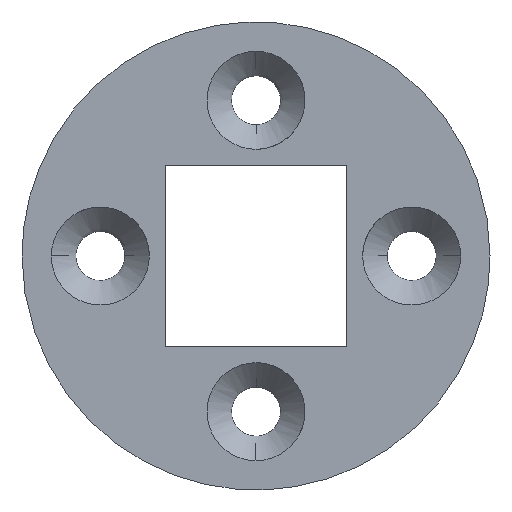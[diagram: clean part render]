
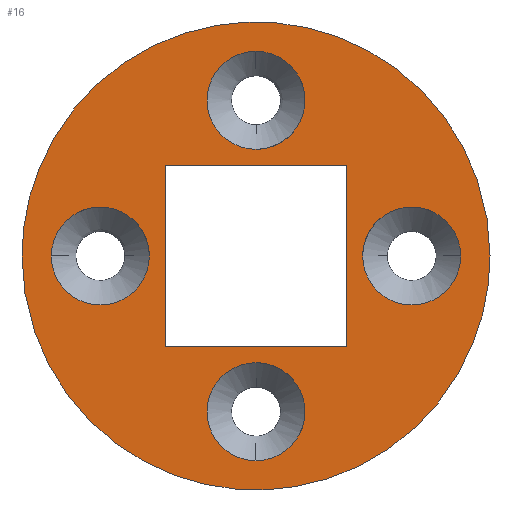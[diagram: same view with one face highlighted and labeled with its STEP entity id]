
A CAD part, front view. The second image highlights one B-rep face of the part: STEP entity #16.
In plain terms, the highlighted planar face has unit normal (0, -1, 0).
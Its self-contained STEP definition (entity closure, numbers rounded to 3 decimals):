
#16=ADVANCED_FACE('',(#58,#51,#52,#53,#54,#55),#537,.T.);
#51=FACE_BOUND('',#96,.T.);
#52=FACE_BOUND('',#97,.T.);
#53=FACE_BOUND('',#98,.T.);
#54=FACE_BOUND('',#99,.T.);
#55=FACE_BOUND('',#100,.T.);
#58=FACE_OUTER_BOUND('',#95,.T.);
#95=EDGE_LOOP('',(#148,#149));
#96=EDGE_LOOP('',(#150,#151));
#97=EDGE_LOOP('',(#152,#153));
#98=EDGE_LOOP('',(#154,#155));
#99=EDGE_LOOP('',(#156,#157));
#100=EDGE_LOOP('',(#158,#159,#160,#161));
#148=ORIENTED_EDGE('',*,*,#296,.T.);
#149=ORIENTED_EDGE('',*,*,#363,.T.);
#150=ORIENTED_EDGE('',*,*,#303,.T.);
#151=ORIENTED_EDGE('',*,*,#299,.T.);
#152=ORIENTED_EDGE('',*,*,#316,.T.);
#153=ORIENTED_EDGE('',*,*,#312,.T.);
#154=ORIENTED_EDGE('',*,*,#325,.F.);
#155=ORIENTED_EDGE('',*,*,#329,.F.);
#156=ORIENTED_EDGE('',*,*,#338,.F.);
#157=ORIENTED_EDGE('',*,*,#342,.F.);
#158=ORIENTED_EDGE('',*,*,#356,.T.);
#159=ORIENTED_EDGE('',*,*,#355,.T.);
#160=ORIENTED_EDGE('',*,*,#354,.T.);
#161=ORIENTED_EDGE('',*,*,#353,.T.);
#296=EDGE_CURVE('',#459,#501,#407,.T.);
#299=EDGE_CURVE('',#466,#467,#409,.T.);
#303=EDGE_CURVE('',#467,#466,#411,.T.);
#312=EDGE_CURVE('',#474,#475,#418,.T.);
#316=EDGE_CURVE('',#475,#474,#420,.T.);
#325=EDGE_CURVE('',#482,#483,#427,.T.);
#329=EDGE_CURVE('',#483,#482,#429,.T.);
#338=EDGE_CURVE('',#490,#491,#436,.T.);
#342=EDGE_CURVE('',#491,#490,#438,.T.);
#353=EDGE_CURVE('',#496,#497,#397,.T.);
#354=EDGE_CURVE('',#498,#496,#398,.T.);
#355=EDGE_CURVE('',#499,#498,#399,.T.);
#356=EDGE_CURVE('',#497,#499,#400,.T.);
#363=EDGE_CURVE('',#501,#459,#445,.T.);
#397=B_SPLINE_CURVE_WITH_KNOTS('',1,(#1100,#1101),.UNSPECIFIED.,.F.,.F.,
(2,2),(-13.253,-5.853),.UNSPECIFIED.);
#398=B_SPLINE_CURVE_WITH_KNOTS('',1,(#1102,#1103),.UNSPECIFIED.,.F.,.F.,
(2,2),(-14.8,-7.4),.UNSPECIFIED.);
#399=B_SPLINE_CURVE_WITH_KNOTS('',1,(#1104,#1105),.UNSPECIFIED.,.F.,.F.,
(2,2),(5.853,13.253),.UNSPECIFIED.);
#400=B_SPLINE_CURVE_WITH_KNOTS('',1,(#1106,#1107),.UNSPECIFIED.,.F.,.F.,
(2,2),(-3.7,3.7),.UNSPECIFIED.);
#407=(
BOUNDED_CURVE()
B_SPLINE_CURVE(2,(#911,#912,#913,#914,#915),.UNSPECIFIED.,.F.,.F.)
B_SPLINE_CURVE_WITH_KNOTS((3,2,3),(0.,15.007,30.013),
 .UNSPECIFIED.)
CURVE()
GEOMETRIC_REPRESENTATION_ITEM()
RATIONAL_B_SPLINE_CURVE((1.,0.707,1.,0.707,1.))
REPRESENTATION_ITEM('')
);
#409=(
BOUNDED_CURVE()
B_SPLINE_CURVE(2,(#923,#924,#925,#926,#927),.UNSPECIFIED.,.F.,.F.)
B_SPLINE_CURVE_WITH_KNOTS((3,2,3),(0.,3.142,6.283),
 .UNSPECIFIED.)
CURVE()
GEOMETRIC_REPRESENTATION_ITEM()
RATIONAL_B_SPLINE_CURVE((1.,0.707,1.,0.707,1.))
REPRESENTATION_ITEM('')
);
#411=(
BOUNDED_CURVE()
B_SPLINE_CURVE(2,(#937,#938,#939,#940,#941),.UNSPECIFIED.,.F.,.F.)
B_SPLINE_CURVE_WITH_KNOTS((3,2,3),(0.,3.142,6.283),
 .UNSPECIFIED.)
CURVE()
GEOMETRIC_REPRESENTATION_ITEM()
RATIONAL_B_SPLINE_CURVE((1.,0.707,1.,0.707,1.))
REPRESENTATION_ITEM('')
);
#418=(
BOUNDED_CURVE()
B_SPLINE_CURVE(2,(#967,#968,#969,#970,#971),.UNSPECIFIED.,.F.,.F.)
B_SPLINE_CURVE_WITH_KNOTS((3,2,3),(0.,3.142,6.283),
 .UNSPECIFIED.)
CURVE()
GEOMETRIC_REPRESENTATION_ITEM()
RATIONAL_B_SPLINE_CURVE((1.,0.707,1.,0.707,1.))
REPRESENTATION_ITEM('')
);
#420=(
BOUNDED_CURVE()
B_SPLINE_CURVE(2,(#981,#982,#983,#984,#985),.UNSPECIFIED.,.F.,.F.)
B_SPLINE_CURVE_WITH_KNOTS((3,2,3),(0.,3.142,6.283),
 .UNSPECIFIED.)
CURVE()
GEOMETRIC_REPRESENTATION_ITEM()
RATIONAL_B_SPLINE_CURVE((1.,0.707,1.,0.707,1.))
REPRESENTATION_ITEM('')
);
#427=(
BOUNDED_CURVE()
B_SPLINE_CURVE(2,(#1011,#1012,#1013,#1014,#1015),.UNSPECIFIED.,.F.,.F.)
B_SPLINE_CURVE_WITH_KNOTS((3,2,3),(0.,3.142,6.283),
 .UNSPECIFIED.)
CURVE()
GEOMETRIC_REPRESENTATION_ITEM()
RATIONAL_B_SPLINE_CURVE((1.,0.707,1.,0.707,1.))
REPRESENTATION_ITEM('')
);
#429=(
BOUNDED_CURVE()
B_SPLINE_CURVE(2,(#1025,#1026,#1027,#1028,#1029),.UNSPECIFIED.,.F.,.F.)
B_SPLINE_CURVE_WITH_KNOTS((3,2,3),(0.,3.142,6.283),
 .UNSPECIFIED.)
CURVE()
GEOMETRIC_REPRESENTATION_ITEM()
RATIONAL_B_SPLINE_CURVE((1.,0.707,1.,0.707,1.))
REPRESENTATION_ITEM('')
);
#436=(
BOUNDED_CURVE()
B_SPLINE_CURVE(2,(#1055,#1056,#1057,#1058,#1059),.UNSPECIFIED.,.F.,.F.)
B_SPLINE_CURVE_WITH_KNOTS((3,2,3),(0.,3.142,6.283),
 .UNSPECIFIED.)
CURVE()
GEOMETRIC_REPRESENTATION_ITEM()
RATIONAL_B_SPLINE_CURVE((1.,0.707,1.,0.707,1.))
REPRESENTATION_ITEM('')
);
#438=(
BOUNDED_CURVE()
B_SPLINE_CURVE(2,(#1069,#1070,#1071,#1072,#1073),.UNSPECIFIED.,.F.,.F.)
B_SPLINE_CURVE_WITH_KNOTS((3,2,3),(0.,3.142,6.283),
 .UNSPECIFIED.)
CURVE()
GEOMETRIC_REPRESENTATION_ITEM()
RATIONAL_B_SPLINE_CURVE((1.,0.707,1.,0.707,1.))
REPRESENTATION_ITEM('')
);
#445=(
BOUNDED_CURVE()
B_SPLINE_CURVE(2,(#1123,#1124,#1125,#1126,#1127),.UNSPECIFIED.,.F.,.F.)
B_SPLINE_CURVE_WITH_KNOTS((3,2,3),(30.013,45.02,60.026),
 .UNSPECIFIED.)
CURVE()
GEOMETRIC_REPRESENTATION_ITEM()
RATIONAL_B_SPLINE_CURVE((1.,0.707,1.,0.707,1.))
REPRESENTATION_ITEM('')
);
#459=VERTEX_POINT('',#853);
#466=VERTEX_POINT('',#860);
#467=VERTEX_POINT('',#861);
#474=VERTEX_POINT('',#868);
#475=VERTEX_POINT('',#869);
#482=VERTEX_POINT('',#876);
#483=VERTEX_POINT('',#877);
#490=VERTEX_POINT('',#884);
#491=VERTEX_POINT('',#885);
#496=VERTEX_POINT('',#890);
#497=VERTEX_POINT('',#891);
#498=VERTEX_POINT('',#892);
#499=VERTEX_POINT('',#893);
#501=VERTEX_POINT('',#895);
#537=PLANE('',#632);
#632=AXIS2_PLACEMENT_3D('',#686,#659,$);
#659=DIRECTION('',(0.,-1.,0.));
#686=CARTESIAN_POINT('',(-427.298,-129.5,150.128));
#853=CARTESIAN_POINT('',(-408.,-129.5,159.873));
#860=CARTESIAN_POINT('',(-425.91,-129.5,159.873));
#861=CARTESIAN_POINT('',(-421.91,-129.5,159.873));
#868=CARTESIAN_POINT('',(-417.553,-129.5,168.23));
#869=CARTESIAN_POINT('',(-417.553,-129.5,164.23));
#876=CARTESIAN_POINT('',(-409.197,-129.5,159.873));
#877=CARTESIAN_POINT('',(-413.197,-129.5,159.873));
#884=CARTESIAN_POINT('',(-417.553,-129.5,151.516));
#885=CARTESIAN_POINT('',(-417.553,-129.5,155.516));
#890=CARTESIAN_POINT('',(-421.253,-129.5,163.573));
#891=CARTESIAN_POINT('',(-413.853,-129.5,163.573));
#892=CARTESIAN_POINT('',(-421.253,-129.5,156.173));
#893=CARTESIAN_POINT('',(-413.853,-129.5,156.173));
#895=CARTESIAN_POINT('',(-427.107,-129.5,159.873));
#911=CARTESIAN_POINT('',(-408.,-129.5,159.873));
#912=CARTESIAN_POINT('',(-408.,-129.5,169.426));
#913=CARTESIAN_POINT('',(-417.553,-129.5,169.426));
#914=CARTESIAN_POINT('',(-427.107,-129.5,169.426));
#915=CARTESIAN_POINT('',(-427.107,-129.5,159.873));
#923=CARTESIAN_POINT('',(-425.91,-129.5,159.873));
#924=CARTESIAN_POINT('',(-425.91,-129.5,161.873));
#925=CARTESIAN_POINT('',(-423.91,-129.5,161.873));
#926=CARTESIAN_POINT('',(-421.91,-129.5,161.873));
#927=CARTESIAN_POINT('',(-421.91,-129.5,159.873));
#937=CARTESIAN_POINT('',(-421.91,-129.5,159.873));
#938=CARTESIAN_POINT('',(-421.91,-129.5,157.873));
#939=CARTESIAN_POINT('',(-423.91,-129.5,157.873));
#940=CARTESIAN_POINT('',(-425.91,-129.5,157.873));
#941=CARTESIAN_POINT('',(-425.91,-129.5,159.873));
#967=CARTESIAN_POINT('',(-417.553,-129.5,168.23));
#968=CARTESIAN_POINT('',(-415.553,-129.5,168.23));
#969=CARTESIAN_POINT('',(-415.553,-129.5,166.23));
#970=CARTESIAN_POINT('',(-415.553,-129.5,164.23));
#971=CARTESIAN_POINT('',(-417.553,-129.5,164.23));
#981=CARTESIAN_POINT('',(-417.553,-129.5,164.23));
#982=CARTESIAN_POINT('',(-419.553,-129.5,164.23));
#983=CARTESIAN_POINT('',(-419.553,-129.5,166.23));
#984=CARTESIAN_POINT('',(-419.553,-129.5,168.23));
#985=CARTESIAN_POINT('',(-417.553,-129.5,168.23));
#1011=CARTESIAN_POINT('',(-409.197,-129.5,159.873));
#1012=CARTESIAN_POINT('',(-409.197,-129.5,161.873));
#1013=CARTESIAN_POINT('',(-411.197,-129.5,161.873));
#1014=CARTESIAN_POINT('',(-413.197,-129.5,161.873));
#1015=CARTESIAN_POINT('',(-413.197,-129.5,159.873));
#1025=CARTESIAN_POINT('',(-413.197,-129.5,159.873));
#1026=CARTESIAN_POINT('',(-413.197,-129.5,157.873));
#1027=CARTESIAN_POINT('',(-411.197,-129.5,157.873));
#1028=CARTESIAN_POINT('',(-409.197,-129.5,157.873));
#1029=CARTESIAN_POINT('',(-409.197,-129.5,159.873));
#1055=CARTESIAN_POINT('',(-417.553,-129.5,151.516));
#1056=CARTESIAN_POINT('',(-415.553,-129.5,151.516));
#1057=CARTESIAN_POINT('',(-415.553,-129.5,153.516));
#1058=CARTESIAN_POINT('',(-415.553,-129.5,155.516));
#1059=CARTESIAN_POINT('',(-417.553,-129.5,155.516));
#1069=CARTESIAN_POINT('',(-417.553,-129.5,155.516));
#1070=CARTESIAN_POINT('',(-419.553,-129.5,155.516));
#1071=CARTESIAN_POINT('',(-419.553,-129.5,153.516));
#1072=CARTESIAN_POINT('',(-419.553,-129.5,151.516));
#1073=CARTESIAN_POINT('',(-417.553,-129.5,151.516));
#1100=CARTESIAN_POINT('',(-421.253,-129.5,163.573));
#1101=CARTESIAN_POINT('',(-413.853,-129.5,163.573));
#1102=CARTESIAN_POINT('',(-421.253,-129.5,156.173));
#1103=CARTESIAN_POINT('',(-421.253,-129.5,163.573));
#1104=CARTESIAN_POINT('',(-413.853,-129.5,156.173));
#1105=CARTESIAN_POINT('',(-421.253,-129.5,156.173));
#1106=CARTESIAN_POINT('',(-413.853,-129.5,163.573));
#1107=CARTESIAN_POINT('',(-413.853,-129.5,156.173));
#1123=CARTESIAN_POINT('',(-427.107,-129.5,159.873));
#1124=CARTESIAN_POINT('',(-427.107,-129.5,150.32));
#1125=CARTESIAN_POINT('',(-417.553,-129.5,150.32));
#1126=CARTESIAN_POINT('',(-408.,-129.5,150.32));
#1127=CARTESIAN_POINT('',(-408.,-129.5,159.873));
